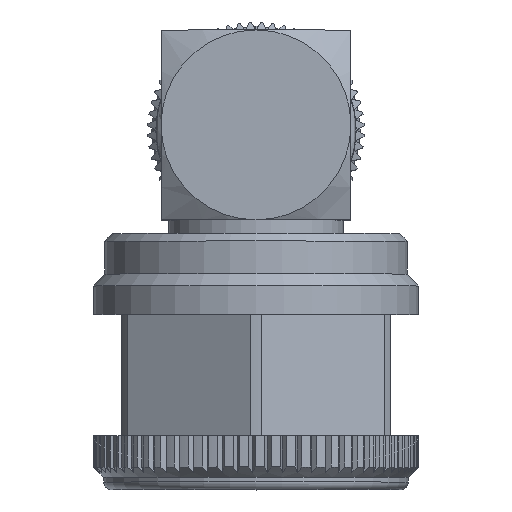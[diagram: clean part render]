
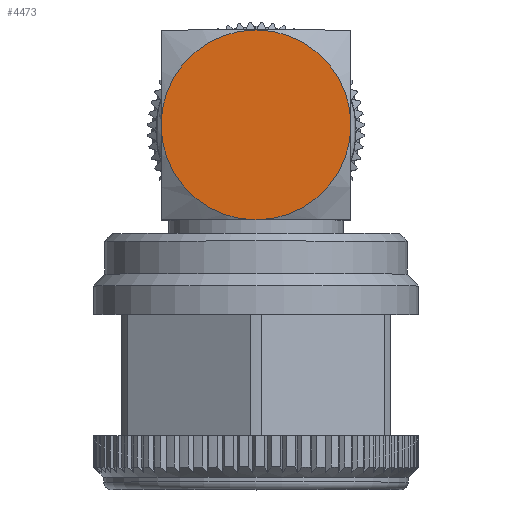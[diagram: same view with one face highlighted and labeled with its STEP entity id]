
A CAD part, top view. The second image highlights one B-rep face of the part: STEP entity #4473.
In plain terms, the highlighted face is planar.
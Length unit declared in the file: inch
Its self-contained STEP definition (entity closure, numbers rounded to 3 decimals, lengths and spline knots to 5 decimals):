
#692 = CARTESIAN_POINT ( 'NONE',  ( -0.25, 0.25, 0. ) ) ;
#1001 = CARTESIAN_POINT ( 'NONE',  ( -0.25, 0.5, 0. ) ) ;
#1398 = CIRCLE ( 'NONE', #9739, 0.25 ) ;
#1935 = CIRCLE ( 'NONE', #27163, 0.25 ) ;
#4473 = ADVANCED_FACE ( 'NONE', ( #19684 ), #17826, .T. ) ;
#5568 = ORIENTED_EDGE ( 'NONE', *, *, #17395, .F. ) ;
#6045 = CARTESIAN_POINT ( 'NONE',  ( -0.25, 0.25, 0. ) ) ;
#7565 = DIRECTION ( 'NONE',  ( -1., 0., 0. ) ) ;
#8143 = DIRECTION ( 'NONE',  ( 1., 0., 0. ) ) ;
#8301 = VERTEX_POINT ( 'NONE', #1001 ) ;
#8654 = DIRECTION ( 'NONE',  ( 0., 0., 1. ) ) ;
#9563 = ORIENTED_EDGE ( 'NONE', *, *, #31169, .F. ) ;
#9632 = EDGE_LOOP ( 'NONE', ( #5568, #9563, #10420, #23052 ) ) ;
#9739 = AXIS2_PLACEMENT_3D ( 'NONE', #6045, #29339, #8654 ) ;
#10137 = AXIS2_PLACEMENT_3D ( 'NONE', #20116, #14638, #22635 ) ;
#10157 = VERTEX_POINT ( 'NONE', #22124 ) ;
#10420 = ORIENTED_EDGE ( 'NONE', *, *, #25570, .F. ) ;
#11137 = CARTESIAN_POINT ( 'NONE',  ( -0.25, 0.25, 0.25 ) ) ;
#14511 = VERTEX_POINT ( 'NONE', #32133 ) ;
#14638 = DIRECTION ( 'NONE',  ( 1., 0., 0. ) ) ;
#15386 = DIRECTION ( 'NONE',  ( 1., 0., 0. ) ) ;
#16243 = DIRECTION ( 'NONE',  ( 0., 0., 1. ) ) ;
#17395 = EDGE_CURVE ( 'NONE', #30805, #14511, #1935, .T. ) ;
#17752 = CARTESIAN_POINT ( 'NONE',  ( -0.25, 0.25, 0. ) ) ;
#17826 = PLANE ( 'NONE',  #30414 ) ;
#19684 = FACE_OUTER_BOUND ( 'NONE', #9632, .T. ) ;
#20116 = CARTESIAN_POINT ( 'NONE',  ( -0.25, 0.25, 0. ) ) ;
#22124 = CARTESIAN_POINT ( 'NONE',  ( -0.25, 0.25, -0.25 ) ) ;
#22635 = DIRECTION ( 'NONE',  ( 0., 0., -1. ) ) ;
#23052 = ORIENTED_EDGE ( 'NONE', *, *, #28284, .F. ) ;
#25398 = DIRECTION ( 'NONE',  ( 0., 0., 1. ) ) ;
#25518 = CARTESIAN_POINT ( 'NONE',  ( -0.25, 0., 0.25 ) ) ;
#25570 = EDGE_CURVE ( 'NONE', #10157, #8301, #27707, .T. ) ;
#26530 = CIRCLE ( 'NONE', #31868, 0.25 ) ;
#27163 = AXIS2_PLACEMENT_3D ( 'NONE', #17752, #15386, #30780 ) ;
#27707 = CIRCLE ( 'NONE', #10137, 0.25 ) ;
#28284 = EDGE_CURVE ( 'NONE', #14511, #10157, #1398, .T. ) ;
#29339 = DIRECTION ( 'NONE',  ( 1., 0., 0. ) ) ;
#30414 = AXIS2_PLACEMENT_3D ( 'NONE', #25518, #7565, #25398 ) ;
#30780 = DIRECTION ( 'NONE',  ( 0., 0., 1. ) ) ;
#30805 = VERTEX_POINT ( 'NONE', #11137 ) ;
#31169 = EDGE_CURVE ( 'NONE', #8301, #30805, #26530, .T. ) ;
#31868 = AXIS2_PLACEMENT_3D ( 'NONE', #692, #8143, #16243 ) ;
#32133 = CARTESIAN_POINT ( 'NONE',  ( -0.25, 0., 0. ) ) ;
